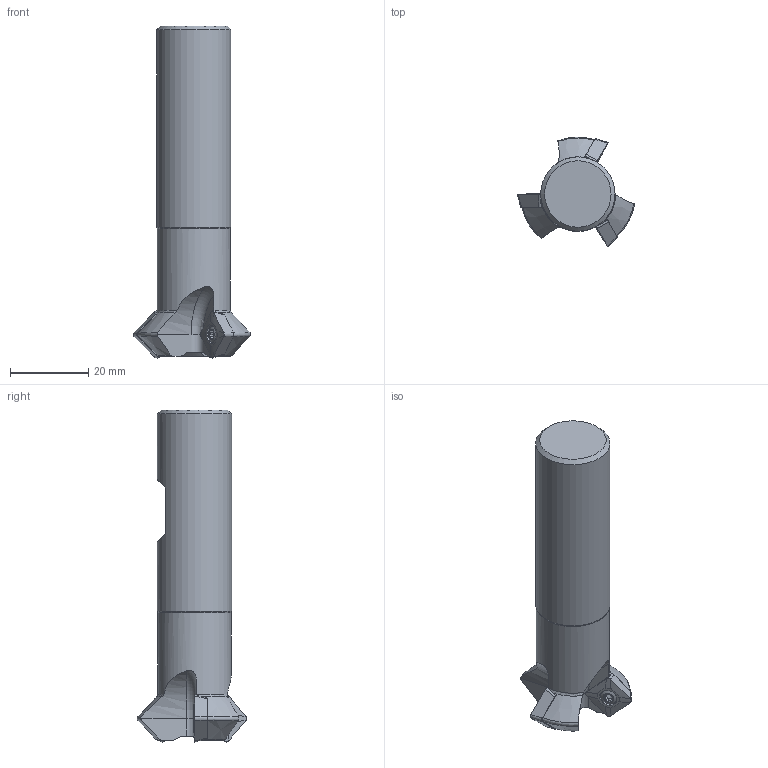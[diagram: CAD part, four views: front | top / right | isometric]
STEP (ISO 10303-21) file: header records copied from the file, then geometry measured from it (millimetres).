
FILE_DESCRIPTION(/* description */ (''),/* implementation_level */ '2;1');
FILE_NAME(/* name */ '1562061057002.stp',/* time_stamp */ '2019-07-02T15:21:11+06:00',/* author */ (''),/* organization */ ('SMS'),/* preprocessor_version */ 'ST-DEVELOPER v15',/* originating_system */ 'SIEMENS PLM Software NX 8.5',/* authorisation */ '');
FILE_SCHEMA (('AUTOMOTIVE_DESIGN { 1 0 10303 214 3 1 1 1 }'));
Length unit declared in the file: millimetre
Products named in the file (4): ASSEMBLY_CONSTRUCTION; 202410841mod000_00; 202443521mod000_00; 202443563mod000_00
Assembly tree (5 placements, depth 2):
  202443563mod000_00
    202443521mod000_00
    202410841mod000_00  x3
    ASSEMBLY_CONSTRUCTION
Bounding box: 30.01 x 28.13 x 85.09 mm (x, y, z)
Volume: 22761.4 mm3; surface area: 6993.4 mm2
Topology: 4 solids, 4 shells, 273 faces, 730 edges, 484 vertices
Faces by surface type: plane 101, bspline 45, cone 40, extrusion 39, torus 28, cylinder 17, sphere 3
Full cylindrical faces by diameter (mm): 2.7 x3, 3 x3, 3.4 x3, 4.2 x3, 18.795 x1, 19.044 x1
Entity records: 10899 total; most frequent: CARTESIAN_POINT 5463, ORIENTED_EDGE 1134, DIRECTION 969, EDGE_CURVE 567, AXIS2_PLACEMENT_3D 394, VERTEX_POINT 381, EDGE_LOOP 267, B_SPLINE_CURVE_WITH_KNOTS 256
